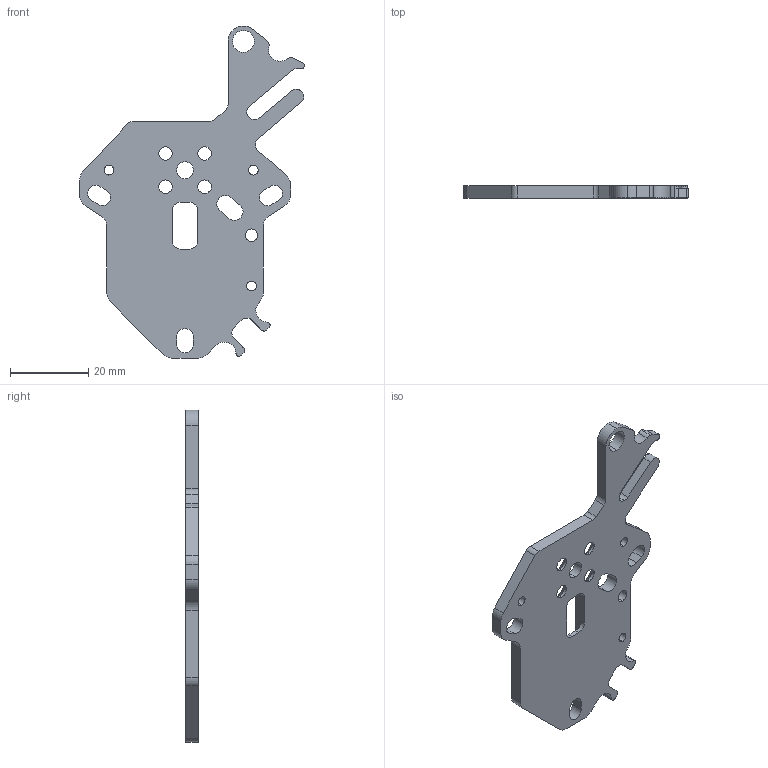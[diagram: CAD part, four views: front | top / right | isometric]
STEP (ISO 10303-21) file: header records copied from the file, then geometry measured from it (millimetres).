
FILE_DESCRIPTION (( 'STEP AP214' ), '1' );
FILE_NAME ('Toolhead Plate - CNC - Mild Steel 1045 - No Pockets - REV D.STEP', '2025-07-14T09:49:04', ( '' ), ( '' ), '', '', '' );
FILE_SCHEMA (( 'AUTOMOTIVE_DESIGN' ));
Length unit declared in the file: millimetre
Products named in the file (1): Toolhead Plate - CNC - Mild Steel 1045 - No Pockets - REV D
Bounding box: 57.55 x 3.17 x 85.01 mm (x, y, z)
Volume: 6978.6 mm3; surface area: 6485.8 mm2
Topology: 1 solids, 1 shells, 148 faces, 432 edges, 285 vertices
Faces by surface type: cylinder 84, plane 47, cone 17
Entity records: 5157 total; most frequent: CARTESIAN_POINT 920, DIRECTION 910, ORIENTED_EDGE 864, EDGE_CURVE 432, AXIS2_PLACEMENT_3D 339, VERTEX_POINT 285, VECTOR 232, LINE 232
